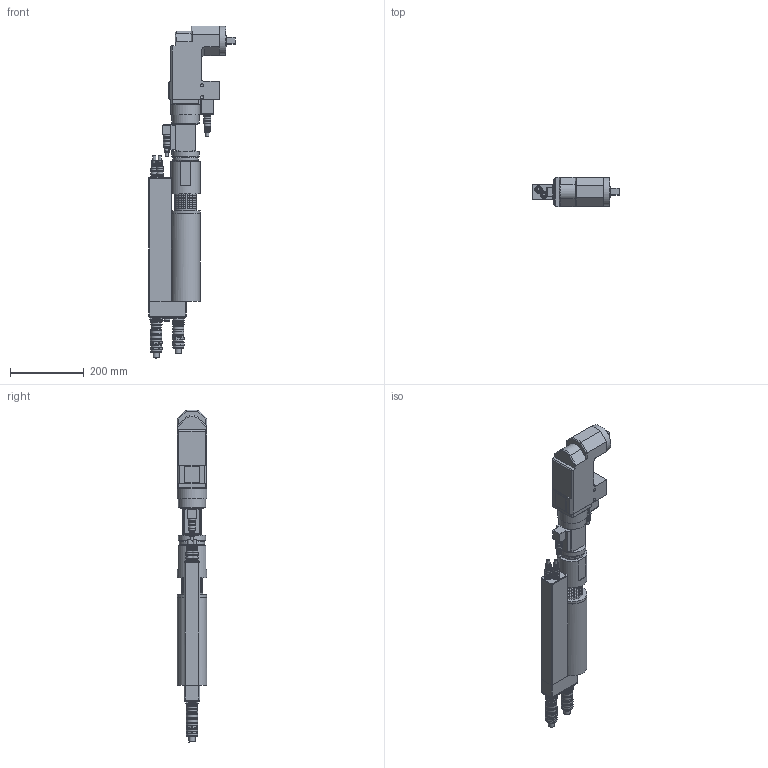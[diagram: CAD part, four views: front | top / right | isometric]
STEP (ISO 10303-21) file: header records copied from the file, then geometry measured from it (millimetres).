
FILE_DESCRIPTION((''),'2;1');
FILE_NAME('947582A9.stp','2011-03-25T14:00:12',('e4c32'),(''),'Autodesk Inventor 11','Autodesk Inventor 11','');
FILE_SCHEMA(('AUTOMOTIVE_DESIGN { 1 0 10303 214 1 1 1 1 }'));
Length unit declared in the file: millimetre
Products named in the file (7): 947582A9_IAM_001; 3WK2B_IPT_001; 3KXB_IPT_001; 3BTS-3BXA_IPT_001.ipt_Motor und Getriebe; 961104-005_IPT_002.ipt_Stecker gerade; 961089-002_IPT_002.ipt_Stecker gerade; 961104-005_IPT_001.ipt_Stecker gerade
Assembly tree (9 placements, depth 2):
  947582A9_IAM_001
    3WK2B_IPT_001
    3KXB_IPT_001
    3BTS-3BXA_IPT_001.ipt_Motor und Getriebe
    961104-005_IPT_002.ipt_Stecker gerade
    961089-002_IPT_002.ipt_Stecker gerade  x4
    961104-005_IPT_001.ipt_Stecker gerade
Bounding box: 233.78 x 80 x 899.9 mm (x, y, z)
Volume: 5447399 mm3; surface area: 433653.4 mm2
Topology: 9 solids, 9 shells, 979 faces, 2279 edges, 1441 vertices
Faces by surface type: plane 633, cylinder 266, cone 45, torus 23, bspline 12
Full cylindrical faces by diameter (mm): 5.5 x4, 8 x4, 8.376 x2, 12 x1, 13 x1, 13.4 x4, 13.5 x2, 14 x20, 14.2 x4, 15.5 x2, 16 x13, 16.5 x2, 17.5 x2, 17.587 x8, 18 x7, 18.7 x8, 20 x6, 22.5 x2, 24 x1, 25 x1, 25.5 x1, 26.4 x1, 27.047 x1, 28 x2, 28.5 x1, 29 x1, 29.4 x3, 29.5 x2, 29.8 x4, 30 x5
Entity records: 24109 total; most frequent: CARTESIAN_POINT 4800, DIRECTION 3909, ORIENTED_EDGE 3816, EDGE_CURVE 1908, AXIS2_PLACEMENT_3D 1375, VERTEX_POINT 1303, VECTOR 1159, LINE 1159
